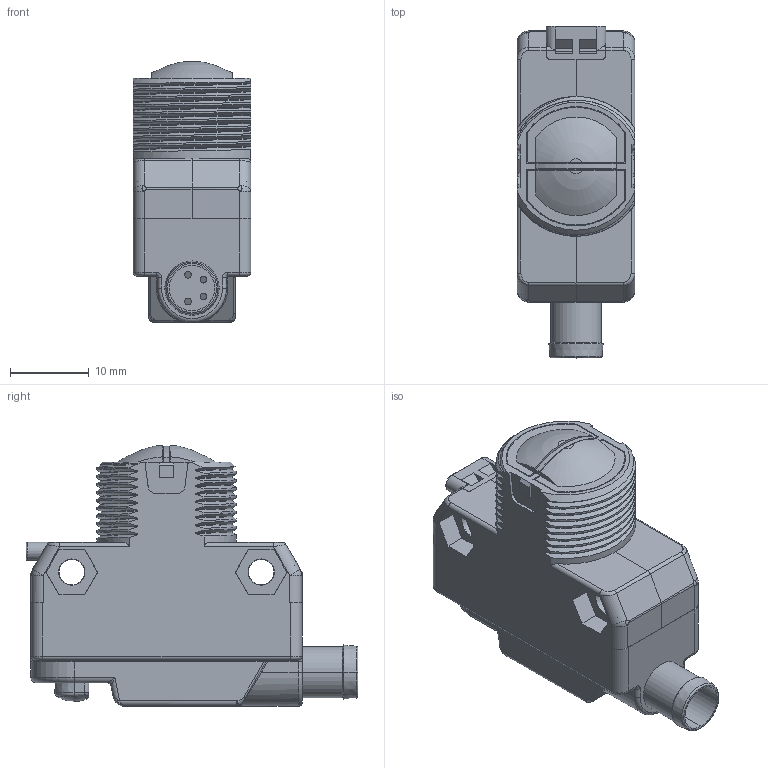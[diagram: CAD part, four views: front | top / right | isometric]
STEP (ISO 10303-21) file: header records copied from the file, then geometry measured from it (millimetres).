
FILE_DESCRIPTION((''),'2;1');
FILE_NAME('139445_SM01_ASM','2022-04-26T09:26:19',('PDMAdmin'),('BANNER ENGINEERING'),'CREO PARAMETRIC BY PTC INC, 2019292','CREO PARAMETRIC BY PTC INC, 2019292','');
FILE_SCHEMA(('CONFIG_CONTROL_DESIGN'));
Length unit declared in the file: millimetre
Products named in the file (2): 139445_EP01; 139445_SM01_ASM
Assembly tree (1 placements, depth 2):
  139445_SM01_ASM
    139445_EP01
Bounding box: 15 x 42.21 x 33.2 mm (x, y, z)
Volume: 11258.3 mm3; surface area: 4763.2 mm2
Topology: 1 solids, 1 shells, 439 faces, 1116 edges, 694 vertices
Faces by surface type: plane 151, cylinder 130, bspline 99, cone 24, torus 20, sphere 13, revolution 2
Entity records: 19487 total; most frequent: CARTESIAN_POINT 9569, ORIENTED_EDGE 2226, DIRECTION 1756, EDGE_CURVE 1113, VERTEX_POINT 694, AXIS2_PLACEMENT_3D 595, VECTOR 564, LINE 564
